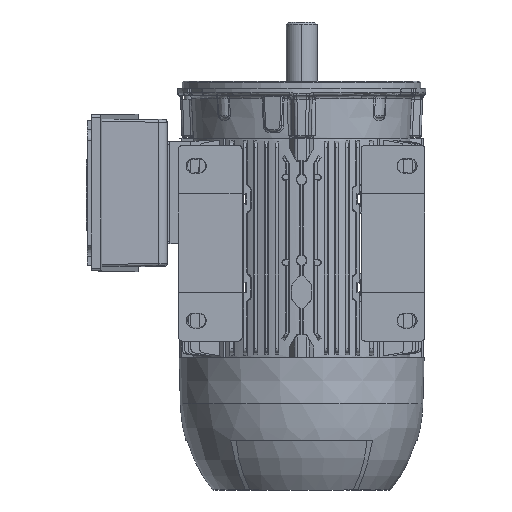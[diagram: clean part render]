
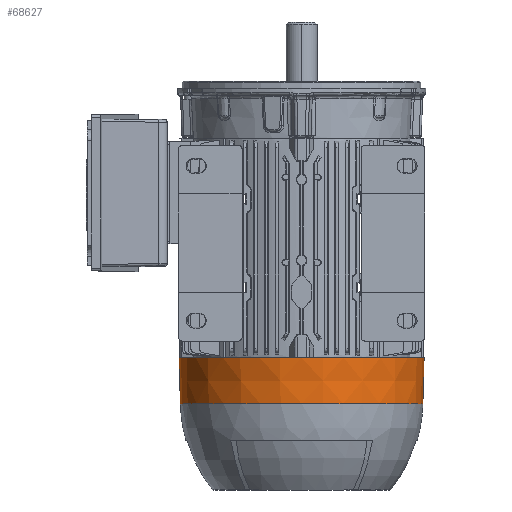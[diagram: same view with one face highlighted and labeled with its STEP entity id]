
A CAD part, front view. The second image highlights one B-rep face of the part: STEP entity #68627.
In plain terms, the highlighted conical face has half-angle 1.5 degrees and reference radius 110.35 mm.
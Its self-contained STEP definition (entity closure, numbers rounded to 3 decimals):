
#1946 = DIRECTION ( 'NONE',  ( -0.026, 0., 1. ) ) ;
#3693 = DIRECTION ( 'NONE',  ( 0., 0., 1. ) ) ;
#6153 = CIRCLE ( 'NONE', #45599, 109.669 ) ;
#10056 = VERTEX_POINT ( 'NONE', #59779 ) ;
#12131 = CARTESIAN_POINT ( 'NONE',  ( 110.35, 0., -183.2 ) ) ;
#12797 = LINE ( 'NONE', #46840, #59758 ) ;
#17041 = DIRECTION ( 'NONE',  ( 0., 0., 1. ) ) ;
#17091 = VERTEX_POINT ( 'NONE', #23483 ) ;
#18131 = DIRECTION ( 'NONE',  ( 0.026, 0., 1. ) ) ;
#20153 = CARTESIAN_POINT ( 'NONE',  ( 0., 0., -209.2 ) ) ;
#20808 = AXIS2_PLACEMENT_3D ( 'NONE', #29001, #17041, #51812 ) ;
#21263 = EDGE_CURVE ( 'NONE', #45002, #17091, #51875, .T. ) ;
#23483 = CARTESIAN_POINT ( 'NONE',  ( 110.761, 0., -167.5 ) ) ;
#25256 = FACE_OUTER_BOUND ( 'NONE', #54808, .T. ) ;
#26128 = DIRECTION ( 'NONE',  ( 1., 0., 0. ) ) ;
#27846 = ORIENTED_EDGE ( 'NONE', *, *, #21263, .F. ) ;
#29001 = CARTESIAN_POINT ( 'NONE',  ( 0., 0., -167.5 ) ) ;
#32274 = CONICAL_SURFACE ( 'NONE', #33438, 110.35, 0.026 ) ;
#33438 = AXIS2_PLACEMENT_3D ( 'NONE', #35732, #48062, #70917 ) ;
#35732 = CARTESIAN_POINT ( 'NONE',  ( 0., 0., -183.2 ) ) ;
#36323 = EDGE_CURVE ( 'NONE', #10056, #17091, #71128, .T. ) ;
#40293 = CARTESIAN_POINT ( 'NONE',  ( -109.669, 0., -209.2 ) ) ;
#45002 = VERTEX_POINT ( 'NONE', #66095 ) ;
#45599 = AXIS2_PLACEMENT_3D ( 'NONE', #20153, #3693, #26128 ) ;
#46556 = EDGE_CURVE ( 'NONE', #62343, #45002, #12797, .T. ) ;
#46840 = CARTESIAN_POINT ( 'NONE',  ( -110.35, 0., -183.2 ) ) ;
#48062 = DIRECTION ( 'NONE',  ( 0., 0., 1. ) ) ;
#51812 = DIRECTION ( 'NONE',  ( 1., 0., 0. ) ) ;
#51875 = CIRCLE ( 'NONE', #20808, 110.761 ) ;
#54808 = EDGE_LOOP ( 'NONE', ( #71429, #73536, #73905, #27846 ) ) ;
#59758 = VECTOR ( 'NONE', #1946, 1000. ) ;
#59779 = CARTESIAN_POINT ( 'NONE',  ( 109.669, 0., -209.2 ) ) ;
#60380 = VECTOR ( 'NONE', #18131, 1000. ) ;
#62343 = VERTEX_POINT ( 'NONE', #40293 ) ;
#66095 = CARTESIAN_POINT ( 'NONE',  ( -110.761, 0., -167.5 ) ) ;
#68627 = ADVANCED_FACE ( 'NONE', ( #25256 ), #32274, .T. ) ;
#70917 = DIRECTION ( 'NONE',  ( 1., 0., 0. ) ) ;
#71128 = LINE ( 'NONE', #12131, #60380 ) ;
#71429 = ORIENTED_EDGE ( 'NONE', *, *, #46556, .F. ) ;
#73225 = EDGE_CURVE ( 'NONE', #62343, #10056, #6153, .T. ) ;
#73536 = ORIENTED_EDGE ( 'NONE', *, *, #73225, .T. ) ;
#73905 = ORIENTED_EDGE ( 'NONE', *, *, #36323, .T. ) ;
